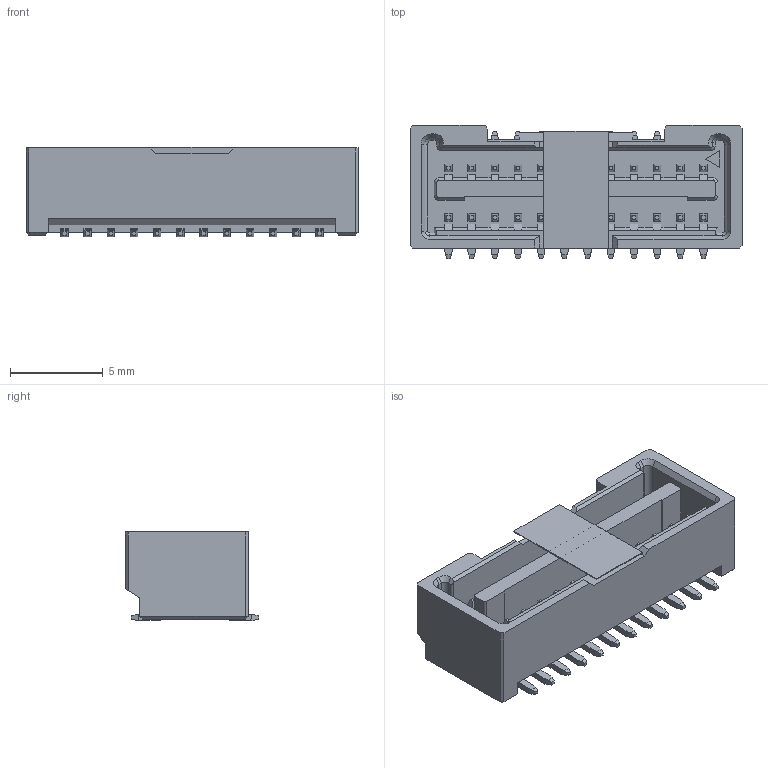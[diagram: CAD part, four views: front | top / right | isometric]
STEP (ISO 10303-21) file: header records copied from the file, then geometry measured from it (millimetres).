
FILE_DESCRIPTION((''),'2;1');
FILE_NAME('5041872470','2016-05-20T',('gsharma'),(''),'PRO/ENGINEER BY PARAMETRIC TECHNOLOGY CORPORATION, 2012310','PRO/ENGINEER BY PARAMETRIC TECHNOLOGY CORPORATION, 2012310','');
FILE_SCHEMA(('CONFIG_CONTROL_DESIGN'));
Length unit declared in the file: millimetre
Products named in the file (1): 5041872470
Bounding box: 17.9 x 7.18 x 4.85 mm (x, y, z)
Volume: 314.8 mm3; surface area: 850.2 mm2
Topology: 1 solids, 1 shells, 808 faces, 2226 edges, 1446 vertices
Faces by surface type: plane 742, cylinder 48, cone 18
Entity records: 24897 total; most frequent: CARTESIAN_POINT 4393, ORIENTED_EDGE 4260, DIRECTION 3954, EDGE_CURVE 2130, VECTOR 2112, LINE 2112, VERTEX_POINT 1350, AXIS2_PLACEMENT_3D 921
